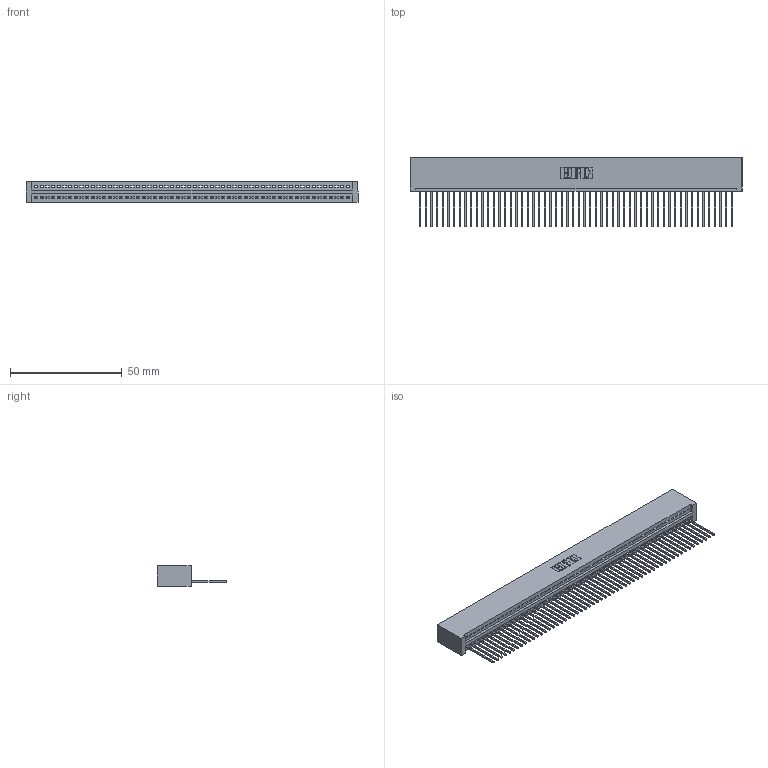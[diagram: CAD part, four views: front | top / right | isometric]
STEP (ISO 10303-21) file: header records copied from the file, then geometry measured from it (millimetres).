
FILE_DESCRIPTION (( 'STEP AP203' ), '1' );
FILE_NAME ('345-056-542-101.STEP', '2019-10-10T11:30:15', ( '' ), ( '' ), 'SwSTEP 2.0', 'SolidWorks 2016', '' );
FILE_SCHEMA (( 'CONFIG_CONTROL_DESIGN' ));
Length unit declared in the file: inch
Products named in the file (3): 345-056-542-101; 345 Part_No Mounting Lugs; 345-292-001_345-293-142
Assembly tree (57 placements, depth 2):
  345-056-542-101
    345 Part_No Mounting Lugs
    345-292-001_345-293-142  x56
Bounding box: 148.84 x 31.29 x 9.4 mm (x, y, z)
Volume: 14961 mm3; surface area: 21050.2 mm2
Topology: 57 solids, 57 shells, 3366 faces, 10173 edges, 6706 vertices
Faces by surface type: plane 2316, cylinder 1050
Entity records: 40003 total; most frequent: CARTESIAN_POINT 6936, ORIENTED_EDGE 6926, DIRECTION 6031, EDGE_CURVE 3463, LINE 3115, VECTOR 3115, VERTEX_POINT 2306, AXIS2_PLACEMENT_3D 1458
